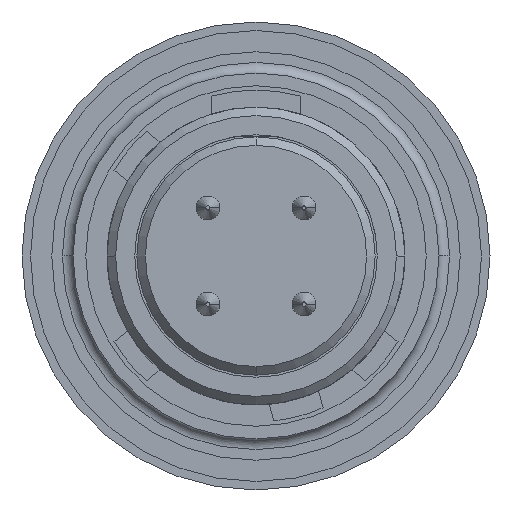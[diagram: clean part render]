
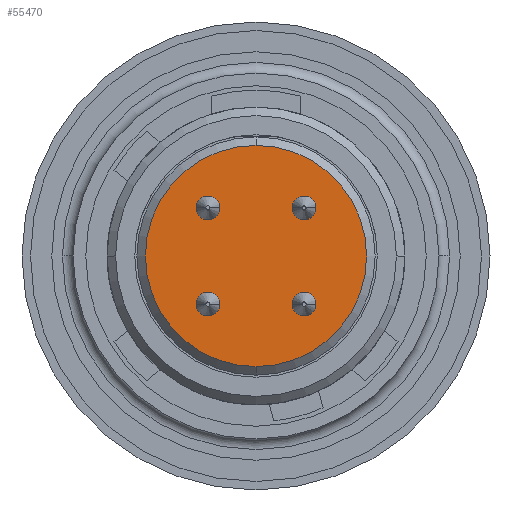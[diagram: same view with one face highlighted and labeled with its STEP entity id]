
A CAD part, front view. The second image highlights one B-rep face of the part: STEP entity #55470.
In plain terms, the highlighted face is planar.
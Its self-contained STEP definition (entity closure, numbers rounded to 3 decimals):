
#54380=CARTESIAN_POINT('',(2.7,0.,2.6));
#54390=VERTEX_POINT('',#54380);
#54420=CARTESIAN_POINT('',(2.7,0.,0.
));
#54430=DIRECTION('',(-1.,0.,0.));
#54440=DIRECTION('',(0.,0.,1.));
#54450=AXIS2_PLACEMENT_3D('',#54420,#54430,#54440);
#54460=CIRCLE('',#54450,2.6);
#54470=CARTESIAN_POINT('',(2.7,-2.6,-0.));
#54480=VERTEX_POINT('',#54470);
#54490=EDGE_CURVE('',#54480,#54390,#54460,.T.);
#54510=CARTESIAN_POINT('',(2.7,0.,-2.6));
#54520=VERTEX_POINT('',#54510);
#54530=EDGE_CURVE('',#54520,#54480,#54460,.T.);
#54680=CARTESIAN_POINT('',(2.7,-2.6,-2.6));
#54690=DIRECTION('',(1.,0.,0.));
#54700=DIRECTION('',(0.,-1.,0.));
#54710=AXIS2_PLACEMENT_3D('',#54680,#54690,#54700);
#54720=PLANE('',#54710);
#54730=ORIENTED_EDGE('',*,*,#54490,.F.);
#54740=EDGE_CURVE('',#54390,#54520,#54460,.T.);
#54750=ORIENTED_EDGE('',*,*,#54740,.F.);
#54760=ORIENTED_EDGE('',*,*,#54530,.F.);
#54770=EDGE_LOOP('',(#54760,#54750,#54730));
#54780=FACE_OUTER_BOUND('',#54770,.T.);
#54790=CARTESIAN_POINT('',(2.7,-1.13,-1.13));
#54800=DIRECTION('',(1.,0.,0.));
#54810=DIRECTION('',(0.,-1.,0.));
#54820=AXIS2_PLACEMENT_3D('',#54790,#54800,#54810);
#54830=CIRCLE('',#54820,0.28);
#54840=CARTESIAN_POINT('',(2.7,-1.13,-0.85));
#54850=VERTEX_POINT('',#54840);
#54860=CARTESIAN_POINT('',(2.7,-1.41,-1.13));
#54870=VERTEX_POINT('',#54860);
#54880=EDGE_CURVE('',#54850,#54870,#54830,.T.);
#54890=ORIENTED_EDGE('',*,*,#54880,.F.);
#54900=CARTESIAN_POINT('',(2.7,-0.85,-1.13));
#54910=VERTEX_POINT('',#54900);
#54920=EDGE_CURVE('',#54870,#54910,#54830,.T.);
#54930=ORIENTED_EDGE('',*,*,#54920,.F.);
#54940=EDGE_CURVE('',#54910,#54850,#54830,.T.);
#54950=ORIENTED_EDGE('',*,*,#54940,.F.);
#54960=EDGE_LOOP('',(#54950,#54930,#54890));
#54970=FACE_BOUND('',#54960,.T.);
#54980=CARTESIAN_POINT('',(2.7,-1.13,1.13));
#54990=DIRECTION('',(1.,0.,0.));
#55000=DIRECTION('',(0.,-1.,0.));
#55010=AXIS2_PLACEMENT_3D('',#54980,#54990,#55000);
#55020=CIRCLE('',#55010,0.28);
#55030=CARTESIAN_POINT('',(2.7,-1.41,1.13));
#55040=VERTEX_POINT('',#55030);
#55050=CARTESIAN_POINT('',(2.7,-0.85,1.13));
#55060=VERTEX_POINT('',#55050);
#55070=EDGE_CURVE('',#55040,#55060,#55020,.T.);
#55080=ORIENTED_EDGE('',*,*,#55070,.F.);
#55090=EDGE_CURVE('',#55060,#55040,#55020,.T.);
#55100=ORIENTED_EDGE('',*,*,#55090,.F.);
#55110=EDGE_LOOP('',(#55100,#55080));
#55120=FACE_BOUND('',#55110,.T.);
#55130=CARTESIAN_POINT('',(2.7,1.13,-1.13));
#55140=DIRECTION('',(1.,0.,0.));
#55150=DIRECTION('',(0.,-1.,0.));
#55160=AXIS2_PLACEMENT_3D('',#55130,#55140,#55150);
#55170=CIRCLE('',#55160,0.28);
#55180=CARTESIAN_POINT('',(2.7,0.85,-1.13));
#55190=VERTEX_POINT('',#55180);
#55200=CARTESIAN_POINT('',(2.7,1.41,-1.13));
#55210=VERTEX_POINT('',#55200);
#55220=EDGE_CURVE('',#55190,#55210,#55170,.T.);
#55230=ORIENTED_EDGE('',*,*,#55220,.F.);
#55240=EDGE_CURVE('',#55210,#55190,#55170,.T.);
#55250=ORIENTED_EDGE('',*,*,#55240,.F.);
#55260=EDGE_LOOP('',(#55250,#55230));
#55270=FACE_BOUND('',#55260,.T.);
#55280=CARTESIAN_POINT('',(2.7,1.13,1.13));
#55290=DIRECTION('',(1.,0.,0.));
#55300=DIRECTION('',(0.,-1.,0.));
#55310=AXIS2_PLACEMENT_3D('',#55280,#55290,#55300);
#55320=CIRCLE('',#55310,0.28);
#55330=CARTESIAN_POINT('',(2.7,1.13,0.85));
#55340=VERTEX_POINT('',#55330);
#55350=CARTESIAN_POINT('',(2.7,1.41,1.13));
#55360=VERTEX_POINT('',#55350);
#55370=EDGE_CURVE('',#55340,#55360,#55320,.T.);
#55380=ORIENTED_EDGE('',*,*,#55370,.F.);
#55390=CARTESIAN_POINT('',(2.7,0.85,1.13));
#55400=VERTEX_POINT('',#55390);
#55410=EDGE_CURVE('',#55360,#55400,#55320,.T.);
#55420=ORIENTED_EDGE('',*,*,#55410,.F.);
#55430=EDGE_CURVE('',#55400,#55340,#55320,.T.);
#55440=ORIENTED_EDGE('',*,*,#55430,.F.);
#55450=EDGE_LOOP('',(#55440,#55420,#55380));
#55460=FACE_BOUND('',#55450,.T.);
#55470=ADVANCED_FACE('',(#54780,#54970,#55120,#55270,#55460),#54720,.T.)
;
